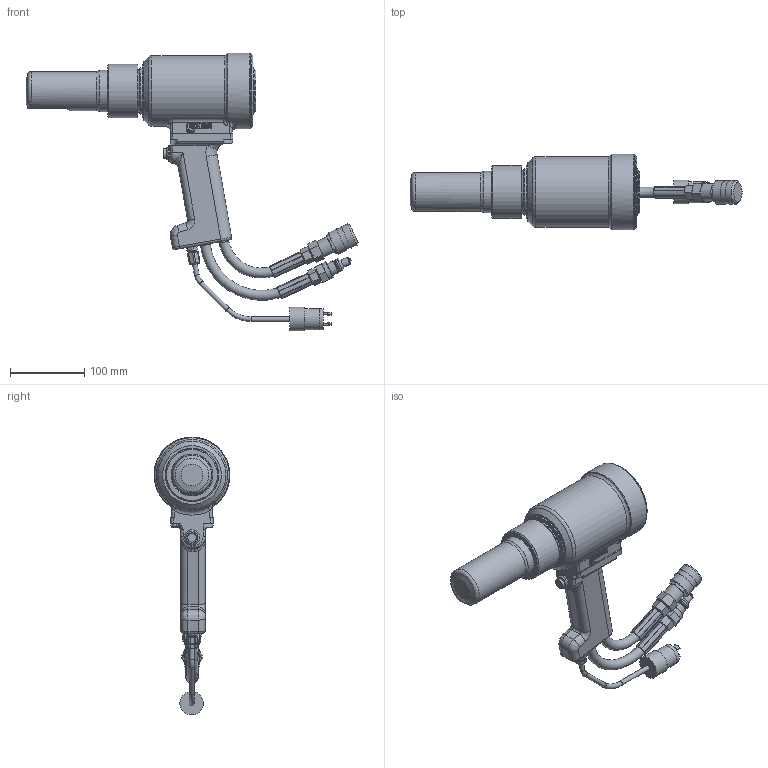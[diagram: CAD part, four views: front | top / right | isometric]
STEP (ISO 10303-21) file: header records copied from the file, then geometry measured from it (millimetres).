
FILE_DESCRIPTION(/* description */ (''),/* implementation_level */ '2;1');
FILE_NAME(/* name */ '3585_99-5008_CLR.stp',/* time_stamp */ '2016-05-25T09:11:28-04:00',/* author */ (''),/* organization */ (''),/* preprocessor_version */ 'ST-DEVELOPER v15',/* originating_system */ 'SIEMENS PLM Software NX 9.0',/* authorisation */ '');
FILE_SCHEMA (('CONFIG_CONTROL_DESIGN'));
Length unit declared in the file: inch
Products named in the file (2): 99-5008_CLR_stp; 3585_CLR_stp
Assembly tree (1 placements, depth 2):
  3585_CLR_stp
    99-5008_CLR_stp
Bounding box: 446.27 x 101.89 x 373.48 mm (x, y, z)
Volume: 313921.8 mm3; surface area: 293110.1 mm2
Topology: 17 solids, 19 shells, 929 faces, 2334 edges, 1499 vertices
Faces by surface type: plane 393, cylinder 294, cone 85, torus 78, extrusion 53, bspline 24, sphere 2
Full cylindrical faces by diameter (mm): 1.524 x1, 2.54 x1, 3.175 x3, 6.35 x7, 7.925 x2, 10.16 x1, 10.477 x1, 10.858 x1, 12.7 x2, 13.335 x2, 13.868 x4, 15.24 x1, 15.684 x1, 17.78 x2, 20.625 x1, 23.368 x1, 23.495 x1, 28.423 x1, 28.448 x1, 30.48 x1, 31.75 x3, 52.502 x1, 53.924 x1, 55.474 x2, 55.486 x2, 55.55 x1, 56.363 x1, 58.395 x1, 58.737 x1, 61.493 x1
Entity records: 30827 total; most frequent: CARTESIAN_POINT 9585, ORIENTED_EDGE 4244, DIRECTION 4244, EDGE_CURVE 2122, AXIS2_PLACEMENT_3D 1620, VERTEX_POINT 1436, EDGE_LOOP 1166, VECTOR 1004
